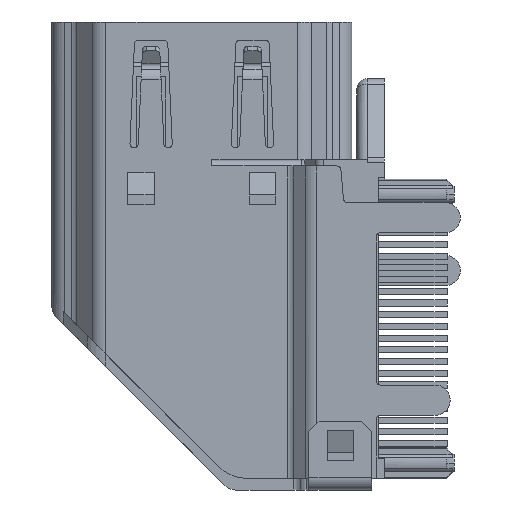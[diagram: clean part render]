
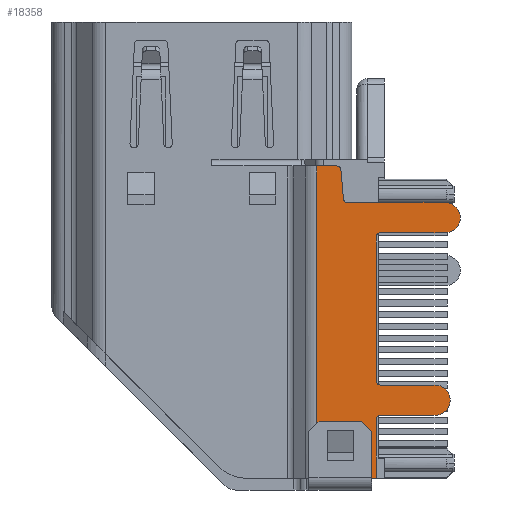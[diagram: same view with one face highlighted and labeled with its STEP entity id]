
A CAD part, left-side view. The second image highlights one B-rep face of the part: STEP entity #18358.
In plain terms, the highlighted planar face has unit normal (-1, 0, 0).
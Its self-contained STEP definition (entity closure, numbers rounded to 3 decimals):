
#1488=DIRECTION('',(0.,1.,0.));
#1489=VECTOR('',#1488,4.817);
#1490=CARTESIAN_POINT('',(-3.45,-12.,-8.9));
#1491=LINE('',#1490,#1489);
#1752=CARTESIAN_POINT('',(-3.45,-12.,-9.65));
#1753=DIRECTION('',(-1.,0.,0.));
#1754=DIRECTION('',(0.,0.,-1.));
#1755=AXIS2_PLACEMENT_3D('',#1752,#1753,#1754);
#1760=DIRECTION('',(0.,1.,0.));
#1761=VECTOR('',#1760,3.2);
#1762=CARTESIAN_POINT('',(-3.45,-12.,-10.4));
#1763=LINE('',#1762,#1761);
#1767=DIRECTION('',(0.,-1.,0.));
#1768=VECTOR('',#1767,2.7);
#1769=CARTESIAN_POINT('',(-3.45,-8.8,-17.9));
#1770=LINE('',#1769,#1768);
#1774=CARTESIAN_POINT('',(-3.45,-11.5,-18.65));
#1775=DIRECTION('',(-1.,0.,0.));
#1776=DIRECTION('',(0.,0.,-1.));
#1777=AXIS2_PLACEMENT_3D('',#1774,#1775,#1776);
#1782=DIRECTION('',(0.,0.,1.));
#1783=VECTOR('',#1782,2.309);
#1784=CARTESIAN_POINT('',(-3.45,-8.38,-22.5));
#1785=LINE('',#1784,#1783);
#1789=DIRECTION('',(0.,-1.,0.));
#1790=VECTOR('',#1789,2.1);
#1791=CARTESIAN_POINT('',(-3.45,-5.78,-19.692));
#1792=LINE('',#1791,#1790);
#1796=DIRECTION('',(0.,0.,1.));
#1797=VECTOR('',#1796,12.699);
#1798=CARTESIAN_POINT('',(-3.45,-5.673,-19.799));
#1799=LINE('',#1798,#1797);
#1803=DIRECTION('',(0.,-1.,0.));
#1804=VECTOR('',#1803,0.986);
#1805=CARTESIAN_POINT('',(-3.45,-5.673,-7.1));
#1806=LINE('',#1805,#1804);
#1810=CARTESIAN_POINT('',(-3.45,-6.659,-7.3));
#1811=DIRECTION('',(-1.,0.,0.));
#1812=DIRECTION('',(0.,-0.996,0.087));
#1813=AXIS2_PLACEMENT_3D('',#1810,#1811,#1812);
#1818=DIRECTION('',(0.,-0.087,-0.996));
#1819=VECTOR('',#1818,1.44);
#1820=CARTESIAN_POINT('',(-3.45,-6.858,-7.283));
#1821=LINE('',#1820,#1819);
#1825=CARTESIAN_POINT('',(-3.45,-7.183,-8.7));
#1826=DIRECTION('',(-1.,0.,0.));
#1827=DIRECTION('',(0.,0.996,-0.087));
#1828=AXIS2_PLACEMENT_3D('',#1825,#1826,#1827);
#1847=CARTESIAN_POINT('',(-3.45,-8.8,-10.6));
#1848=DIRECTION('',(1.,0.,0.));
#1849=DIRECTION('',(0.,1.,0.));
#1850=AXIS2_PLACEMENT_3D('',#1847,#1848,#1849);
#1870=DIRECTION('',(0.,0.,-1.));
#1871=VECTOR('',#1870,2.9);
#1872=CARTESIAN_POINT('',(-3.45,-8.6,-19.6));
#1873=LINE('',#1872,#1871);
#1898=DIRECTION('',(0.,0.,1.));
#1899=VECTOR('',#1898,7.1);
#1900=CARTESIAN_POINT('',(-3.45,-8.6,-17.7));
#1901=LINE('',#1900,#1899);
#1912=CARTESIAN_POINT('',(-3.45,-8.8,-19.6));
#1913=DIRECTION('',(1.,0.,0.));
#1914=DIRECTION('',(0.,1.,0.));
#1915=AXIS2_PLACEMENT_3D('',#1912,#1913,#1914);
#1942=DIRECTION('',(0.,-1.,0.));
#1943=VECTOR('',#1942,2.7);
#1944=CARTESIAN_POINT('',(-3.45,-8.8,-19.4));
#1945=LINE('',#1944,#1943);
#1978=CARTESIAN_POINT('',(-3.45,-8.8,-17.7));
#1979=DIRECTION('',(1.,0.,0.));
#1980=DIRECTION('',(0.,0.,-1.));
#1981=AXIS2_PLACEMENT_3D('',#1978,#1979,#1980);
#1986=DIRECTION('',(0.,-1.,0.));
#1987=VECTOR('',#1986,0.22);
#1988=CARTESIAN_POINT('',(-3.45,-8.38,-22.5));
#1989=LINE('',#1988,#1987);
#4493=DIRECTION('',(0.,-0.707,0.707));
#4494=VECTOR('',#4493,0.152);
#4495=CARTESIAN_POINT('',(-3.45,-5.673,-19.799));
#4496=LINE('',#4495,#4494);
#11390=DIRECTION('',(0.,-0.707,-0.707));
#11391=VECTOR('',#11390,0.707);
#11392=CARTESIAN_POINT('',(-3.45,-7.88,-19.692));
#11393=LINE('',#11392,#11391);
#15145=CARTESIAN_POINT('',(-3.45,-8.6,-22.5));
#15147=VERTEX_POINT('',#15145);
#15170=CARTESIAN_POINT('',(-3.45,-5.673,-7.1));
#15172=VERTEX_POINT('',#15170);
#15173=CARTESIAN_POINT('',(-3.45,-6.659,-7.1));
#15174=VERTEX_POINT('',#15173);
#15204=CARTESIAN_POINT('',(-3.45,-6.858,-7.283));
#15205=VERTEX_POINT('',#15204);
#15206=CARTESIAN_POINT('',(-3.45,-6.984,-8.717));
#15207=VERTEX_POINT('',#15206);
#15208=CARTESIAN_POINT('',(-3.45,-7.183,-8.9));
#15209=VERTEX_POINT('',#15208);
#15264=CARTESIAN_POINT('',(-3.45,-8.38,-22.5));
#15265=VERTEX_POINT('',#15264);
#15634=CARTESIAN_POINT('',(-3.45,-8.6,-19.6));
#15635=CARTESIAN_POINT('',(-3.45,-8.8,-19.4));
#15636=VERTEX_POINT('',#15634);
#15637=VERTEX_POINT('',#15635);
#15674=CARTESIAN_POINT('',(-3.45,-11.5,-19.4));
#15675=VERTEX_POINT('',#15674);
#15676=CARTESIAN_POINT('',(-3.45,-11.5,-17.9));
#15677=VERTEX_POINT('',#15676);
#15755=CARTESIAN_POINT('',(-3.45,-5.673,-19.799));
#15757=VERTEX_POINT('',#15755);
#15759=CARTESIAN_POINT('',(-3.45,-5.78,-19.692));
#15761=VERTEX_POINT('',#15759);
#15776=CARTESIAN_POINT('',(-3.45,-8.38,-20.192));
#15777=VERTEX_POINT('',#15776);
#15778=CARTESIAN_POINT('',(-3.45,-7.88,-19.692));
#15779=VERTEX_POINT('',#15778);
#16162=CARTESIAN_POINT('',(-3.45,-12.,-10.4));
#16163=VERTEX_POINT('',#16162);
#16164=CARTESIAN_POINT('',(-3.45,-12.,-8.9));
#16165=VERTEX_POINT('',#16164);
#16577=CARTESIAN_POINT('',(-3.45,-8.6,-17.7));
#16579=VERTEX_POINT('',#16577);
#16581=CARTESIAN_POINT('',(-3.45,-8.8,-17.9));
#16583=VERTEX_POINT('',#16581);
#16584=CARTESIAN_POINT('',(-3.45,-8.6,-10.6));
#16586=VERTEX_POINT('',#16584);
#16588=CARTESIAN_POINT('',(-3.45,-8.8,-10.4));
#16590=VERTEX_POINT('',#16588);
#18312=CARTESIAN_POINT('',(-3.45,-5.673,-6.8));
#18313=DIRECTION('',(-1.,0.,0.));
#18314=DIRECTION('',(0.,-1.,0.));
#18315=AXIS2_PLACEMENT_3D('',#18312,#18313,#18314);
#18316=PLANE('',#18315);
#18317=ORIENTED_EDGE('',*,*,#18239,.F.);
#18319=ORIENTED_EDGE('',*,*,#18318,.T.);
#18321=ORIENTED_EDGE('',*,*,#18320,.F.);
#18323=ORIENTED_EDGE('',*,*,#18322,.F.);
#18325=ORIENTED_EDGE('',*,*,#18324,.F.);
#18327=ORIENTED_EDGE('',*,*,#18326,.T.);
#18329=ORIENTED_EDGE('',*,*,#18328,.F.);
#18331=ORIENTED_EDGE('',*,*,#18330,.F.);
#18333=ORIENTED_EDGE('',*,*,#18332,.F.);
#18335=ORIENTED_EDGE('',*,*,#18334,.T.);
#18337=ORIENTED_EDGE('',*,*,#18336,.F.);
#18339=ORIENTED_EDGE('',*,*,#18338,.T.);
#18341=ORIENTED_EDGE('',*,*,#18340,.F.);
#18343=ORIENTED_EDGE('',*,*,#18342,.F.);
#18345=ORIENTED_EDGE('',*,*,#18344,.F.);
#18347=ORIENTED_EDGE('',*,*,#18346,.T.);
#18349=ORIENTED_EDGE('',*,*,#18348,.T.);
#18351=ORIENTED_EDGE('',*,*,#18350,.F.);
#18353=ORIENTED_EDGE('',*,*,#18352,.T.);
#18354=ORIENTED_EDGE('',*,*,#18305,.T.);
#18355=ORIENTED_EDGE('',*,*,#18148,.F.);
#18356=EDGE_LOOP('',(#18317,#18319,#18321,#18323,#18325,#18327,#18329,#18331,
#18333,#18335,#18337,#18339,#18341,#18343,#18345,#18347,#18349,#18351,#18353,
#18354,#18355));
#18357=FACE_OUTER_BOUND('',#18356,.F.);
#1756=CIRCLE('',#1755,0.75);
#1778=CIRCLE('',#1777,0.75);
#1814=CIRCLE('',#1813,0.2);
#1829=CIRCLE('',#1828,0.2);
#1851=CIRCLE('',#1850,0.2);
#1916=CIRCLE('',#1915,0.2);
#1982=CIRCLE('',#1981,0.2);
#18148=EDGE_CURVE('',#16165,#15209,#1491,.T.);
#18239=EDGE_CURVE('',#16163,#16165,#1756,.T.);
#18305=EDGE_CURVE('',#15207,#15209,#1829,.T.);
#18318=EDGE_CURVE('',#16163,#16590,#1763,.T.);
#18320=EDGE_CURVE('',#16586,#16590,#1851,.T.);
#18322=EDGE_CURVE('',#16579,#16586,#1901,.T.);
#18324=EDGE_CURVE('',#16583,#16579,#1982,.T.);
#18326=EDGE_CURVE('',#16583,#15677,#1770,.T.);
#18328=EDGE_CURVE('',#15675,#15677,#1778,.T.);
#18330=EDGE_CURVE('',#15637,#15675,#1945,.T.);
#18332=EDGE_CURVE('',#15636,#15637,#1916,.T.);
#18334=EDGE_CURVE('',#15636,#15147,#1873,.T.);
#18336=EDGE_CURVE('',#15265,#15147,#1989,.T.);
#18338=EDGE_CURVE('',#15265,#15777,#1785,.T.);
#18340=EDGE_CURVE('',#15779,#15777,#11393,.T.);
#18342=EDGE_CURVE('',#15761,#15779,#1792,.T.);
#18344=EDGE_CURVE('',#15757,#15761,#4496,.T.);
#18346=EDGE_CURVE('',#15757,#15172,#1799,.T.);
#18348=EDGE_CURVE('',#15172,#15174,#1806,.T.);
#18350=EDGE_CURVE('',#15205,#15174,#1814,.T.);
#18352=EDGE_CURVE('',#15205,#15207,#1821,.T.);
#18358=ADVANCED_FACE('',(#18357),#18316,.T.);
